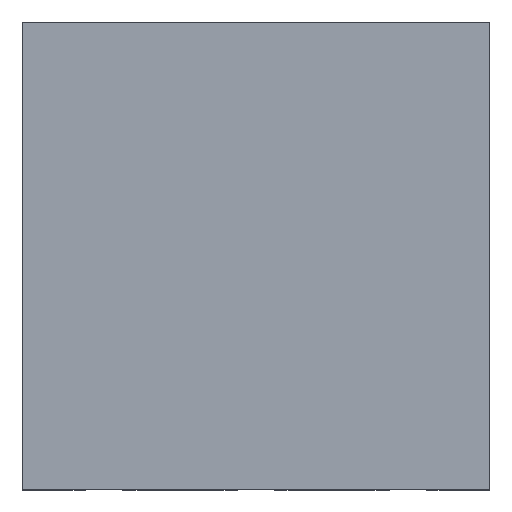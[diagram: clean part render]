
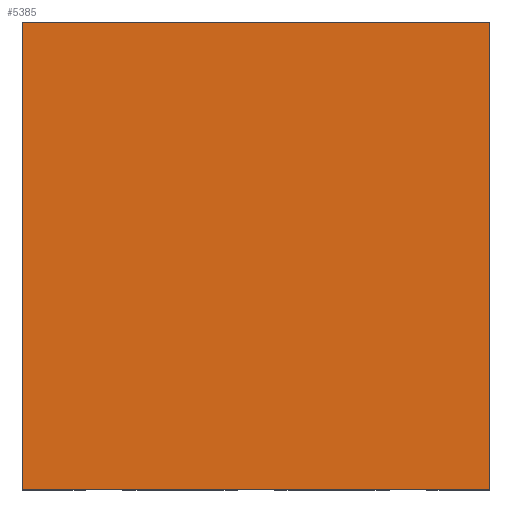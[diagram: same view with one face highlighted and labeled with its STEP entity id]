
A CAD part, top view. The second image highlights one B-rep face of the part: STEP entity #5385.
In plain terms, the highlighted planar face has unit normal (0, 0, 1).
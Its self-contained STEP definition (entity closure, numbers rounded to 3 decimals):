
#140=PLANE('',#5710);
#1076=ORIENTED_EDGE('',*,*,#2013,.F.);
#1077=ORIENTED_EDGE('',*,*,#2014,.F.);
#1078=ORIENTED_EDGE('',*,*,#2015,.F.);
#1079=ORIENTED_EDGE('',*,*,#2016,.F.);
#2013=EDGE_CURVE('',#2540,#2541,#3025,.T.);
#2014=EDGE_CURVE('',#2542,#2540,#3026,.T.);
#2015=EDGE_CURVE('',#2543,#2542,#3027,.T.);
#2016=EDGE_CURVE('',#2541,#2543,#3028,.T.);
#2540=VERTEX_POINT('',#7895);
#2541=VERTEX_POINT('',#7896);
#2542=VERTEX_POINT('',#7898);
#2543=VERTEX_POINT('',#7900);
#3025=LINE('',#7894,#3565);
#3026=LINE('',#7897,#3566);
#3027=LINE('',#7899,#3567);
#3028=LINE('',#7901,#3568);
#3565=VECTOR('',#6599,1000.);
#3566=VECTOR('',#6600,1000.);
#3567=VECTOR('',#6601,1000.);
#3568=VECTOR('',#6602,1000.);
#3915=EDGE_LOOP('',(#1076,#1077,#1078,#1079));
#4153=FACE_BOUND('',#3915,.T.);
#5385=ADVANCED_FACE('',(#4153),#140,.F.);
#5710=AXIS2_PLACEMENT_3D('',#7893,#6597,#6598);
#6597=DIRECTION('',(0.,0.,-1.));
#6598=DIRECTION('',(-1.,0.,0.));
#6599=DIRECTION('',(-1.,0.,0.));
#6600=DIRECTION('',(0.,-1.,0.));
#6601=DIRECTION('',(1.,0.,0.));
#6602=DIRECTION('',(0.,1.,0.));
#7893=CARTESIAN_POINT('',(0.,0.,0.448));
#7894=CARTESIAN_POINT('',(1.,-1.,0.448));
#7895=CARTESIAN_POINT('',(1.,-1.,0.448));
#7896=CARTESIAN_POINT('',(-1.,-1.,0.448));
#7897=CARTESIAN_POINT('',(1.,1.,0.448));
#7898=CARTESIAN_POINT('',(1.,1.,0.448));
#7899=CARTESIAN_POINT('',(-1.,1.,0.448));
#7900=CARTESIAN_POINT('',(-1.,1.,0.448));
#7901=CARTESIAN_POINT('',(-1.,-1.,0.448));
